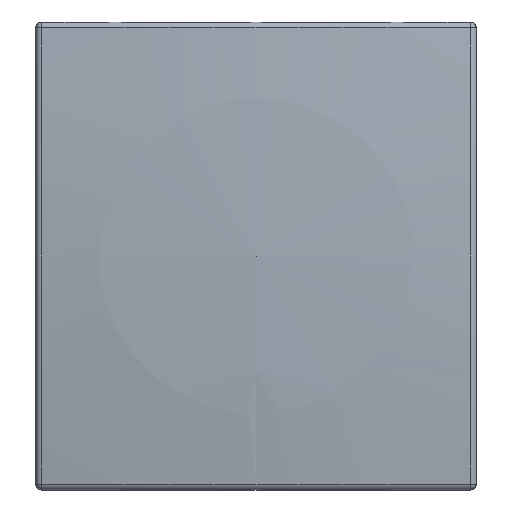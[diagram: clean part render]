
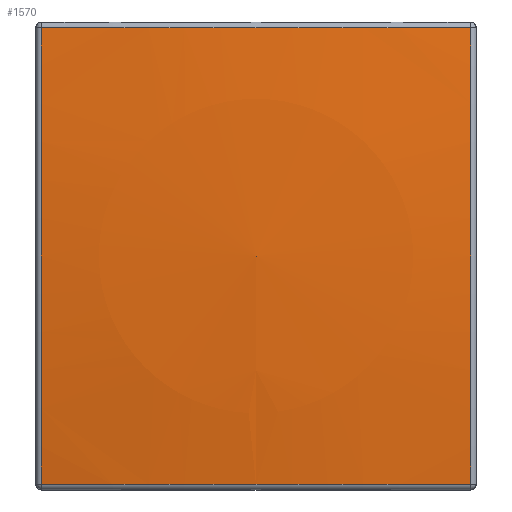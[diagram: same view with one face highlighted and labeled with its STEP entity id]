
A CAD part, left-side view. The second image highlights one B-rep face of the part: STEP entity #1570.
In plain terms, the highlighted spherical face has radius 8 mm.
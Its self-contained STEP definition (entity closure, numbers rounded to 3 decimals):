
#32=SPHERICAL_SURFACE('',#1679,8.);
#56=CIRCLE('',#1642,7.957);
#60=CIRCLE('',#1647,7.962);
#66=CIRCLE('',#1657,7.962);
#70=CIRCLE('',#1662,7.957);
#408=ORIENTED_EDGE('',*,*,#676,.T.);
#409=ORIENTED_EDGE('',*,*,#663,.T.);
#410=ORIENTED_EDGE('',*,*,#659,.T.);
#411=ORIENTED_EDGE('',*,*,#672,.T.);
#659=EDGE_CURVE('',#812,#813,#56,.T.);
#663=EDGE_CURVE('',#816,#812,#60,.T.);
#672=EDGE_CURVE('',#813,#821,#66,.T.);
#676=EDGE_CURVE('',#821,#816,#70,.T.);
#812=VERTEX_POINT('',#2304);
#813=VERTEX_POINT('',#2308);
#816=VERTEX_POINT('',#2315);
#821=VERTEX_POINT('',#2337);
#932=EDGE_LOOP('',(#408,#409,#410,#411));
#1002=FACE_BOUND('',#932,.T.);
#1570=ADVANCED_FACE('',(#1002),#32,.T.);
#1642=AXIS2_PLACEMENT_3D('',#2310,#1845,#1846);
#1647=AXIS2_PLACEMENT_3D('',#2317,#1855,#1856);
#1657=AXIS2_PLACEMENT_3D('',#2339,#1877,#1878);
#1662=AXIS2_PLACEMENT_3D('',#2345,#1887,#1888);
#1679=AXIS2_PLACEMENT_3D('',#2402,#1929,#1930);
#1845=DIRECTION('',(0.,0.,-1.));
#1846=DIRECTION('',(-1.,0.,0.));
#1855=DIRECTION('',(0.,1.,0.));
#1856=DIRECTION('',(0.,0.,-1.));
#1877=DIRECTION('',(0.,-1.,0.));
#1878=DIRECTION('',(0.,0.,1.));
#1887=DIRECTION('',(0.,0.,1.));
#1888=DIRECTION('',(1.,0.,0.));
#1929=DIRECTION('',(1.,0.,0.));
#1930=DIRECTION('',(0.,0.,-1.));
#2304=CARTESIAN_POINT('',(-1.518,-0.782,0.832));
#2308=CARTESIAN_POINT('',(-1.518,0.782,0.832));
#2310=CARTESIAN_POINT('',(6.4,0.,0.832));
#2315=CARTESIAN_POINT('',(-1.518,-0.782,-0.832));
#2317=CARTESIAN_POINT('',(6.4,-0.782,0.));
#2337=CARTESIAN_POINT('',(-1.518,0.782,-0.832));
#2339=CARTESIAN_POINT('',(6.4,0.782,0.));
#2345=CARTESIAN_POINT('',(6.4,0.,-0.832));
#2402=CARTESIAN_POINT('',(6.4,0.,0.));
